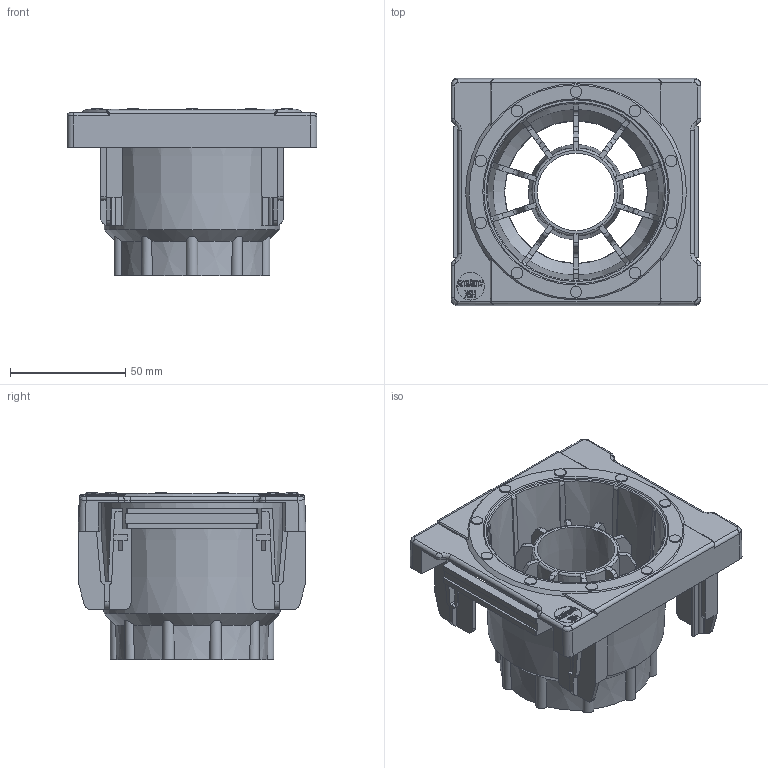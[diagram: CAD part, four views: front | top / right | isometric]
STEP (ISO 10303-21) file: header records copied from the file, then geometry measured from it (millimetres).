
FILE_DESCRIPTION(/* description */ ('Werkzeughaltereinsatz, ABS-schwarz HSK- A100/B125'),/* implementation_level */ '2;1');
FILE_NAME(/* name */ '6555-04.stp',/* time_stamp */ '2024-03-13T15:58:07+01:00',/* author */ ('marvin.friedrich'),/* organization */ ('B+H'),/* preprocessor_version */ 'ST-DEVELOPER v18.1',/* originating_system */ 'Autodesk Inventor 2022',/* authorisation */ '');
FILE_SCHEMA (('AUTOMOTIVE_DESIGN { 1 0 10303 214 3 1 1 }'));
Length unit declared in the file: millimetre
Products named in the file (1): 6555-04
Bounding box: 108.6 x 99 x 73 mm (x, y, z)
Volume: 102662.1 mm3; surface area: 93962.8 mm2
Topology: 1 solids, 1 shells, 821 faces, 2313 edges, 1477 vertices
Faces by surface type: plane 465, cylinder 193, bspline 88, cone 55, torus 20
Full cylindrical faces by diameter (mm): 5 x10, 12 x1
Entity records: 27481 total; most frequent: CARTESIAN_POINT 6691, ORIENTED_EDGE 4630, DIRECTION 3986, EDGE_CURVE 2315, VERTEX_POINT 1477, LINE 1442, VECTOR 1442, AXIS2_PLACEMENT_3D 1272
